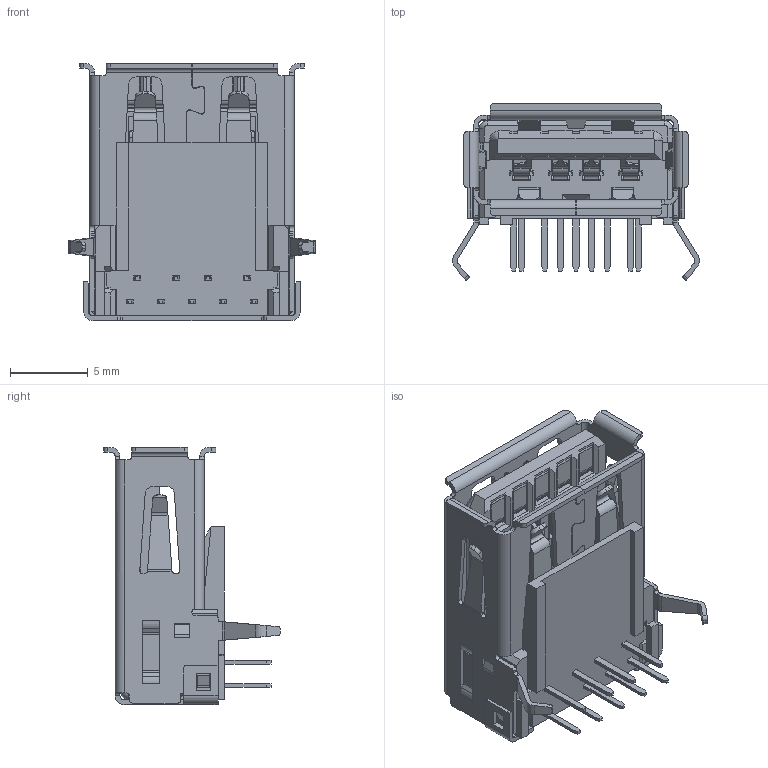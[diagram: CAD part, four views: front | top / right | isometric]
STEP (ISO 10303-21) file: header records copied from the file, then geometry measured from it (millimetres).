
FILE_DESCRIPTION((''),'2;1');
FILE_NAME('USB_A_Amphenol_GSB3111xxxHR','2022-07-18T14:32:27',('Andy.Chen'),(''),'CREO PARAMETRIC BY PTC INC, 2019344','CREO PARAMETRIC BY PTC INC, 2019344','');
FILE_SCHEMA(('CONFIG_CONTROL_DESIGN'));
Products named in the file (1): GSB3111xxxHR
Bounding box: 15.84 x 11.34 x 16.5 mm (x, y, z)
Volume: 645.4 mm3; surface area: 3133.1 mm2
Topology: 1 solids, 1 shells, 1911 faces, 5798 edges, 3804 vertices
Faces by surface type: plane 1298, cylinder 515, bspline 46, extrusion 46, cone 4, sphere 2
Entity records: 68462 total; most frequent: CARTESIAN_POINT 16087, ORIENTED_EDGE 11592, DIRECTION 10140, EDGE_CURVE 5796, VECTOR 4478, LINE 4432, VERTEX_POINT 3804, AXIS2_PLACEMENT_3D 2831
